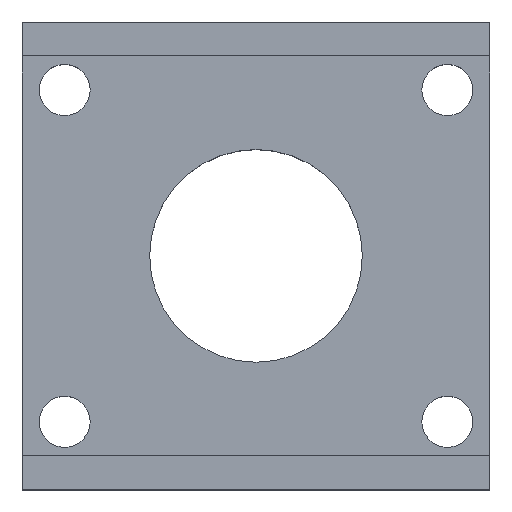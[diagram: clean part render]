
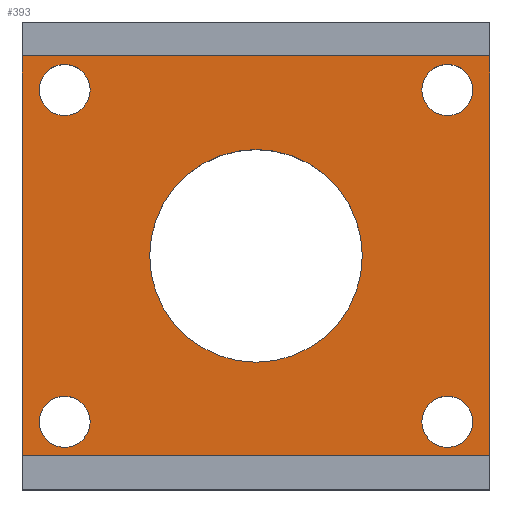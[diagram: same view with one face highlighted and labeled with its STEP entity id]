
A CAD part, top view. The second image highlights one B-rep face of the part: STEP entity #393.
In plain terms, the highlighted planar face has unit normal (0, 0, 1).
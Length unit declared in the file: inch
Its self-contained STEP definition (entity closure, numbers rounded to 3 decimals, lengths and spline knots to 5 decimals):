
#2 = CARTESIAN_POINT ( 'NONE',  ( 0., 1.275, 0.25 ) ) ;
#4 = EDGE_CURVE ( 'NONE', #467, #17, #161, .T. ) ;
#7 = ORIENTED_EDGE ( 'NONE', *, *, #676, .T. ) ;
#16 = CARTESIAN_POINT ( 'NONE',  ( 0., 1.275, 0.25 ) ) ;
#17 = VERTEX_POINT ( 'NONE', #303 ) ;
#22 = CARTESIAN_POINT ( 'NONE',  ( 0.6875, 0.6875, 0.25 ) ) ;
#32 = DIRECTION ( 'NONE',  ( 0., -1., 0. ) ) ;
#33 = VERTEX_POINT ( 'NONE', #545 ) ;
#37 = EDGE_LOOP ( 'NONE', ( #379, #326 ) ) ;
#51 = CARTESIAN_POINT ( 'NONE',  ( 1.375, 1.275, 0.25 ) ) ;
#61 = VERTEX_POINT ( 'NONE', #369 ) ;
#63 = DIRECTION ( 'NONE',  ( 1., 0., 0. ) ) ;
#68 = AXIS2_PLACEMENT_3D ( 'NONE', #449, #122, #178 ) ;
#70 = DIRECTION ( 'NONE',  ( 0., 0., 1. ) ) ;
#75 = EDGE_LOOP ( 'NONE', ( #163, #197 ) ) ;
#77 = DIRECTION ( 'NONE',  ( 1., 0., 0. ) ) ;
#86 = EDGE_CURVE ( 'NONE', #320, #33, #346, .T. ) ;
#88 = VERTEX_POINT ( 'NONE', #100 ) ;
#100 = CARTESIAN_POINT ( 'NONE',  ( 1.375, 0.1, 0.25 ) ) ;
#104 = CARTESIAN_POINT ( 'NONE',  ( 0.125, 0.2, 0.25 ) ) ;
#107 = EDGE_CURVE ( 'NONE', #502, #667, #646, .T. ) ;
#113 = DIRECTION ( 'NONE',  ( 0., 0., 1. ) ) ;
#116 = CARTESIAN_POINT ( 'NONE',  ( 1.325, 0.2, 0.25 ) ) ;
#118 = AXIS2_PLACEMENT_3D ( 'NONE', #51, #202, #590 ) ;
#122 = DIRECTION ( 'NONE',  ( 0., 0., 1. ) ) ;
#127 = CARTESIAN_POINT ( 'NONE',  ( 0.05, 1.175, 0.25 ) ) ;
#133 = AXIS2_PLACEMENT_3D ( 'NONE', #242, #286, #630 ) ;
#134 = CIRCLE ( 'NONE', #295, 0.3125 ) ;
#139 = ORIENTED_EDGE ( 'NONE', *, *, #680, .F. ) ;
#144 = ORIENTED_EDGE ( 'NONE', *, *, #530, .F. ) ;
#152 = CIRCLE ( 'NONE', #528, 0.075 ) ;
#156 = EDGE_CURVE ( 'NONE', #296, #611, #612, .T. ) ;
#157 = AXIS2_PLACEMENT_3D ( 'NONE', #433, #113, #495 ) ;
#158 = CARTESIAN_POINT ( 'NONE',  ( 0.375, 0.6875, 0.25 ) ) ;
#161 = CIRCLE ( 'NONE', #363, 0.075 ) ;
#163 = ORIENTED_EDGE ( 'NONE', *, *, #562, .F. ) ;
#171 = DIRECTION ( 'NONE',  ( 0., 0., 1. ) ) ;
#173 = DIRECTION ( 'NONE',  ( 0., 0., 1. ) ) ;
#178 = DIRECTION ( 'NONE',  ( 1., 0., 0. ) ) ;
#184 = CIRCLE ( 'NONE', #262, 0.075 ) ;
#188 = VERTEX_POINT ( 'NONE', #127 ) ;
#189 = EDGE_CURVE ( 'NONE', #188, #284, #218, .T. ) ;
#197 = ORIENTED_EDGE ( 'NONE', *, *, #86, .F. ) ;
#198 = EDGE_LOOP ( 'NONE', ( #139, #317 ) ) ;
#199 = DIRECTION ( 'NONE',  ( 1., 0., 0. ) ) ;
#200 = CIRCLE ( 'NONE', #157, 0.075 ) ;
#202 = DIRECTION ( 'NONE',  ( 0., 0., -1. ) ) ;
#214 = DIRECTION ( 'NONE',  ( 0., 0., 1. ) ) ;
#215 = CARTESIAN_POINT ( 'NONE',  ( 0., 0.1, 0.25 ) ) ;
#217 = ORIENTED_EDGE ( 'NONE', *, *, #282, .F. ) ;
#218 = CIRCLE ( 'NONE', #133, 0.075 ) ;
#224 = CARTESIAN_POINT ( 'NONE',  ( 1.25, 0.2, 0.25 ) ) ;
#226 = EDGE_CURVE ( 'NONE', #88, #667, #694, .T. ) ;
#242 = CARTESIAN_POINT ( 'NONE',  ( 0.125, 1.175, 0.25 ) ) ;
#262 = AXIS2_PLACEMENT_3D ( 'NONE', #380, #70, #435 ) ;
#277 = DIRECTION ( 'NONE',  ( 0., -1., 0. ) ) ;
#282 = EDGE_CURVE ( 'NONE', #688, #88, #675, .T. ) ;
#284 = VERTEX_POINT ( 'NONE', #637 ) ;
#286 = DIRECTION ( 'NONE',  ( 0., 0., 1. ) ) ;
#295 = AXIS2_PLACEMENT_3D ( 'NONE', #22, #388, #77 ) ;
#296 = VERTEX_POINT ( 'NONE', #350 ) ;
#303 = CARTESIAN_POINT ( 'NONE',  ( 1.175, 0.2, 0.25 ) ) ;
#306 = DIRECTION ( 'NONE',  ( 0., 0., 1. ) ) ;
#310 = VECTOR ( 'NONE', #277, 39.37008 ) ;
#317 = ORIENTED_EDGE ( 'NONE', *, *, #559, .F. ) ;
#320 = VERTEX_POINT ( 'NONE', #354 ) ;
#326 = ORIENTED_EDGE ( 'NONE', *, *, #189, .F. ) ;
#330 = CIRCLE ( 'NONE', #560, 0.3125 ) ;
#336 = ORIENTED_EDGE ( 'NONE', *, *, #107, .T. ) ;
#346 = CIRCLE ( 'NONE', #635, 0.075 ) ;
#350 = CARTESIAN_POINT ( 'NONE',  ( 1.175, 1.175, 0.25 ) ) ;
#354 = CARTESIAN_POINT ( 'NONE',  ( 0.05, 0.2, 0.25 ) ) ;
#355 = VECTOR ( 'NONE', #32, 39.37008 ) ;
#363 = AXIS2_PLACEMENT_3D ( 'NONE', #224, #214, #63 ) ;
#365 = CARTESIAN_POINT ( 'NONE',  ( 1.375, 1.275, 0.25 ) ) ;
#367 = CARTESIAN_POINT ( 'NONE',  ( 1.375, 1.275, 0.25 ) ) ;
#369 = CARTESIAN_POINT ( 'NONE',  ( 1., 0.6875, 0.25 ) ) ;
#371 = VECTOR ( 'NONE', #569, 39.37008 ) ;
#375 = FACE_BOUND ( 'NONE', #75, .T. ) ;
#376 = ORIENTED_EDGE ( 'NONE', *, *, #4, .F. ) ;
#379 = ORIENTED_EDGE ( 'NONE', *, *, #407, .F. ) ;
#380 = CARTESIAN_POINT ( 'NONE',  ( 1.25, 0.2, 0.25 ) ) ;
#388 = DIRECTION ( 'NONE',  ( 0., 0., 1. ) ) ;
#393 = ADVANCED_FACE ( 'NONE', ( #510, #375, #677, #686, #634, #544 ), #648, .F. ) ;
#395 = CARTESIAN_POINT ( 'NONE',  ( 1.375, 0.1, 0.25 ) ) ;
#407 = EDGE_CURVE ( 'NONE', #284, #188, #200, .T. ) ;
#421 = DIRECTION ( 'NONE',  ( -1., 0., 0. ) ) ;
#426 = EDGE_LOOP ( 'NONE', ( #144, #431 ) ) ;
#431 = ORIENTED_EDGE ( 'NONE', *, *, #156, .F. ) ;
#433 = CARTESIAN_POINT ( 'NONE',  ( 0.125, 1.175, 0.25 ) ) ;
#435 = DIRECTION ( 'NONE',  ( 1., 0., 0. ) ) ;
#439 = VERTEX_POINT ( 'NONE', #158 ) ;
#441 = EDGE_CURVE ( 'NONE', #17, #467, #184, .T. ) ;
#442 = AXIS2_PLACEMENT_3D ( 'NONE', #506, #171, #561 ) ;
#449 = CARTESIAN_POINT ( 'NONE',  ( 1.25, 1.175, 0.25 ) ) ;
#467 = VERTEX_POINT ( 'NONE', #116 ) ;
#476 = ORIENTED_EDGE ( 'NONE', *, *, #441, .F. ) ;
#489 = VECTOR ( 'NONE', #421, 39.37008 ) ;
#495 = DIRECTION ( 'NONE',  ( 1., 0., 0. ) ) ;
#502 = VERTEX_POINT ( 'NONE', #16 ) ;
#506 = CARTESIAN_POINT ( 'NONE',  ( 1.25, 1.175, 0.25 ) ) ;
#510 = FACE_BOUND ( 'NONE', #37, .T. ) ;
#512 = CARTESIAN_POINT ( 'NONE',  ( 0.125, 0.2, 0.25 ) ) ;
#520 = EDGE_LOOP ( 'NONE', ( #376, #476 ) ) ;
#523 = LINE ( 'NONE', #367, #489 ) ;
#528 = AXIS2_PLACEMENT_3D ( 'NONE', #512, #173, #564 ) ;
#530 = EDGE_CURVE ( 'NONE', #611, #296, #574, .T. ) ;
#532 = DIRECTION ( 'NONE',  ( 0., 0., 1. ) ) ;
#544 = FACE_OUTER_BOUND ( 'NONE', #551, .T. ) ;
#545 = CARTESIAN_POINT ( 'NONE',  ( 0.2, 0.2, 0.25 ) ) ;
#551 = EDGE_LOOP ( 'NONE', ( #336, #602, #217, #7 ) ) ;
#559 = EDGE_CURVE ( 'NONE', #439, #61, #134, .T. ) ;
#560 = AXIS2_PLACEMENT_3D ( 'NONE', #707, #306, #656 ) ;
#561 = DIRECTION ( 'NONE',  ( 1., 0., 0. ) ) ;
#562 = EDGE_CURVE ( 'NONE', #33, #320, #152, .T. ) ;
#564 = DIRECTION ( 'NONE',  ( 1., 0., 0. ) ) ;
#569 = DIRECTION ( 'NONE',  ( -1., 0., 0. ) ) ;
#573 = CARTESIAN_POINT ( 'NONE',  ( 1.375, 1.275, 0.25 ) ) ;
#574 = CIRCLE ( 'NONE', #442, 0.075 ) ;
#590 = DIRECTION ( 'NONE',  ( 0., 1., 0. ) ) ;
#602 = ORIENTED_EDGE ( 'NONE', *, *, #226, .F. ) ;
#611 = VERTEX_POINT ( 'NONE', #628 ) ;
#612 = CIRCLE ( 'NONE', #68, 0.075 ) ;
#628 = CARTESIAN_POINT ( 'NONE',  ( 1.325, 1.175, 0.25 ) ) ;
#630 = DIRECTION ( 'NONE',  ( 1., 0., 0. ) ) ;
#634 = FACE_BOUND ( 'NONE', #198, .T. ) ;
#635 = AXIS2_PLACEMENT_3D ( 'NONE', #104, #532, #199 ) ;
#637 = CARTESIAN_POINT ( 'NONE',  ( 0.2, 1.175, 0.25 ) ) ;
#646 = LINE ( 'NONE', #2, #310 ) ;
#648 = PLANE ( 'NONE',  #118 ) ;
#656 = DIRECTION ( 'NONE',  ( 1., 0., 0. ) ) ;
#667 = VERTEX_POINT ( 'NONE', #215 ) ;
#675 = LINE ( 'NONE', #573, #355 ) ;
#676 = EDGE_CURVE ( 'NONE', #688, #502, #523, .T. ) ;
#677 = FACE_BOUND ( 'NONE', #520, .T. ) ;
#680 = EDGE_CURVE ( 'NONE', #61, #439, #330, .T. ) ;
#686 = FACE_BOUND ( 'NONE', #426, .T. ) ;
#688 = VERTEX_POINT ( 'NONE', #365 ) ;
#694 = LINE ( 'NONE', #395, #371 ) ;
#707 = CARTESIAN_POINT ( 'NONE',  ( 0.6875, 0.6875, 0.25 ) ) ;
